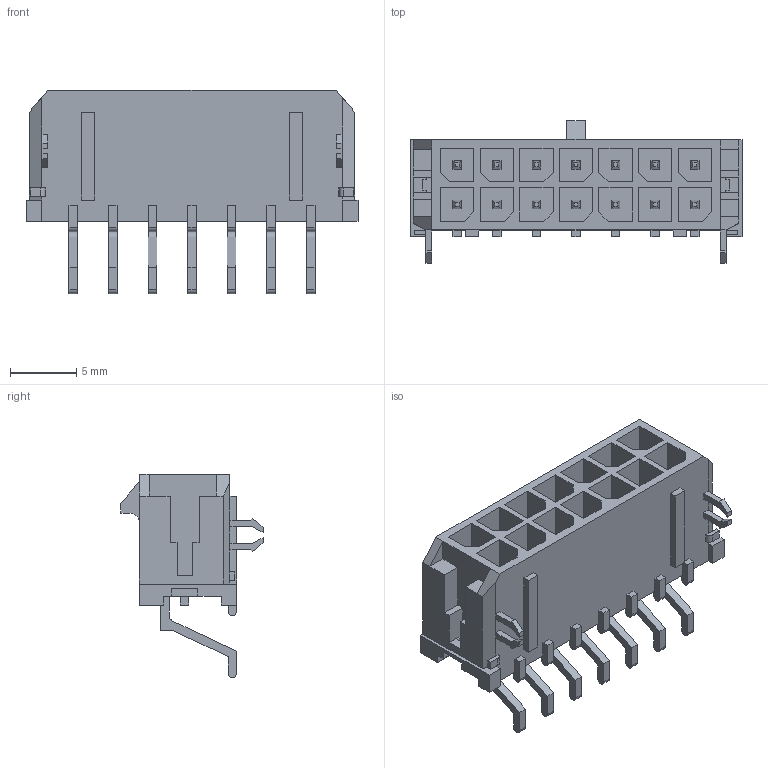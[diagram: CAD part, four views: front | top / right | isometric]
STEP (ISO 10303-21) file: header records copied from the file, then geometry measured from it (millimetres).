
FILE_DESCRIPTION((''),'2;1');
FILE_NAME('430451407','2020-04-16T',('gga'),(''),'PRO/ENGINEER BY PARAMETRIC TECHNOLOGY CORPORATION, 2016010','PRO/ENGINEER BY PARAMETRIC TECHNOLOGY CORPORATION, 2016010','');
FILE_SCHEMA(('CONFIG_CONTROL_DESIGN'));
Length unit declared in the file: millimetre
Products named in the file (1): 430451407
Bounding box: 25.15 x 10.77 x 15.4 mm (x, y, z)
Volume: 1014.2 mm3; surface area: 2380.6 mm2
Topology: 1 solids, 8 shells, 629 faces, 1671 edges, 1092 vertices
Faces by surface type: plane 605, cylinder 24
Entity records: 18922 total; most frequent: CARTESIAN_POINT 3329, ORIENTED_EDGE 3218, DIRECTION 2983, VECTOR 1619, LINE 1619, EDGE_CURVE 1609, VERTEX_POINT 1028, AXIS2_PLACEMENT_3D 682
